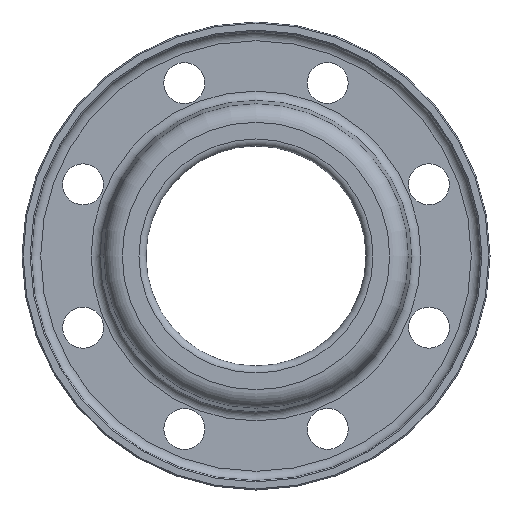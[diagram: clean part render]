
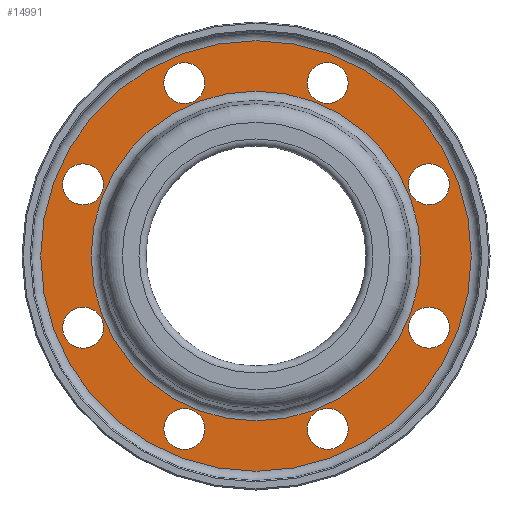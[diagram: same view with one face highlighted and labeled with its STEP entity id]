
A CAD part, left-side view. The second image highlights one B-rep face of the part: STEP entity #14991.
In plain terms, the highlighted planar face has unit normal (-1, 0, 0).
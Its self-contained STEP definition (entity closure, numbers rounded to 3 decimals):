
#466 = EDGE_LOOP ( 'NONE', ( #1736 ) ) ;
#467 = EDGE_LOOP ( 'NONE', ( #1794 ) ) ;
#472 = EDGE_LOOP ( 'NONE', ( #1758 ) ) ;
#473 = EDGE_LOOP ( 'NONE', ( #1773 ) ) ;
#474 = EDGE_LOOP ( 'NONE', ( #1804 ) ) ;
#475 = EDGE_LOOP ( 'NONE', ( #1801 ) ) ;
#570 = AXIS2_PLACEMENT_3D ( 'NONE', #2906, #2907, #2909 ) ;
#576 = AXIS2_PLACEMENT_3D ( 'NONE', #3550, #3551, #3553 ) ;
#596 = AXIS2_PLACEMENT_3D ( 'NONE', #2637, #2639, #2641 ) ;
#1425 = AXIS2_PLACEMENT_3D ( 'NONE', #3396, #3398, #3399 ) ;
#1689 = ORIENTED_EDGE ( 'NONE', *, *, #13489, .T. ) ;
#1733 = ORIENTED_EDGE ( 'NONE', *, *, #13451, .F. ) ;
#1736 = ORIENTED_EDGE ( 'NONE', *, *, #13547, .F. ) ;
#1758 = ORIENTED_EDGE ( 'NONE', *, *, #14014, .F. ) ;
#1770 = ORIENTED_EDGE ( 'NONE', *, *, #13789, .F. ) ;
#1773 = ORIENTED_EDGE ( 'NONE', *, *, #14025, .F. ) ;
#1794 = ORIENTED_EDGE ( 'NONE', *, *, #13751, .F. ) ;
#1796 = ORIENTED_EDGE ( 'NONE', *, *, #13803, .F. ) ;
#1801 = ORIENTED_EDGE ( 'NONE', *, *, #13640, .F. ) ;
#1804 = ORIENTED_EDGE ( 'NONE', *, *, #13727, .F. ) ;
#2264 = CARTESIAN_POINT ( 'NONE',  ( 18., 0., 92. ) ) ;
#2290 = CARTESIAN_POINT ( 'NONE',  ( 18., 82.66, 30.615 ) ) ;
#2297 = CARTESIAN_POINT ( 'NONE',  ( 18., 30.615, -82.66 ) ) ;
#2336 = CARTESIAN_POINT ( 'NONE',  ( 18., -36.802, -80.098 ) ) ;
#2346 = CARTESIAN_POINT ( 'NONE',  ( 18., 36.802, 80.098 ) ) ;
#2361 = CARTESIAN_POINT ( 'NONE',  ( 18., 0., 70.434 ) ) ;
#2364 = CARTESIAN_POINT ( 'NONE',  ( 18., -30.615, 82.66 ) ) ;
#2637 = CARTESIAN_POINT ( 'NONE',  ( 18., -30.615, -73.91 ) ) ;
#2639 = DIRECTION ( 'NONE',  ( -1., 0., 0. ) ) ;
#2641 = DIRECTION ( 'NONE',  ( 0., -0.707, -0.707 ) ) ;
#2906 = CARTESIAN_POINT ( 'NONE',  ( 18., 30.615, 73.91 ) ) ;
#2907 = DIRECTION ( 'NONE',  ( -1., 0., 0. ) ) ;
#2909 = DIRECTION ( 'NONE',  ( 0., 0.707, 0.707 ) ) ;
#3279 = DIRECTION ( 'NONE',  ( 0., -0.707, 0.707 ) ) ;
#3281 = DIRECTION ( 'NONE',  ( -1., 0., 0. ) ) ;
#3283 = CARTESIAN_POINT ( 'NONE',  ( 18., -73.91, 30.615 ) ) ;
#3291 = DIRECTION ( 'NONE',  ( 0., -1., 0. ) ) ;
#3293 = DIRECTION ( 'NONE',  ( -1., 0., 0. ) ) ;
#3299 = CARTESIAN_POINT ( 'NONE',  ( 18., -73.91, -30.615 ) ) ;
#3396 = CARTESIAN_POINT ( 'NONE',  ( 18., 0., 0. ) ) ;
#3398 = DIRECTION ( 'NONE',  ( -1., 0., 0. ) ) ;
#3399 = DIRECTION ( 'NONE',  ( 0., 0., 1. ) ) ;
#3550 = CARTESIAN_POINT ( 'NONE',  ( 18., -30.615, 73.91 ) ) ;
#3551 = DIRECTION ( 'NONE',  ( -1., 0., 0. ) ) ;
#3553 = DIRECTION ( 'NONE',  ( 0., 0., 1. ) ) ;
#6131 = CIRCLE ( 'NONE', #7156, 8.75 ) ;
#6424 = CIRCLE ( 'NONE', #596, 8.75 ) ;
#6517 = CIRCLE ( 'NONE', #570, 8.75 ) ;
#6617 = CIRCLE ( 'NONE', #1425, 70.434 ) ;
#6620 = AXIS2_PLACEMENT_3D ( 'NONE', #8341, #8342, #8343 ) ;
#6653 = CIRCLE ( 'NONE', #576, 8.75 ) ;
#7156 = AXIS2_PLACEMENT_3D ( 'NONE', #9629, #9630, #9631 ) ;
#7876 = VERTEX_POINT ( 'NONE', #2297 ) ;
#8166 = VERTEX_POINT ( 'NONE', #2264 ) ;
#8181 = VERTEX_POINT ( 'NONE', #2290 ) ;
#8341 = CARTESIAN_POINT ( 'NONE',  ( 18., 73.91, -30.615 ) ) ;
#8342 = DIRECTION ( 'NONE',  ( -1., 0., 0. ) ) ;
#8343 = DIRECTION ( 'NONE',  ( 0., 0.707, -0.707 ) ) ;
#8585 = CARTESIAN_POINT ( 'NONE',  ( 18., 0., 0. ) ) ;
#8586 = DIRECTION ( 'NONE',  ( -1., 0., 0. ) ) ;
#8587 = DIRECTION ( 'NONE',  ( 0., 0., 1. ) ) ;
#8938 = CARTESIAN_POINT ( 'NONE',  ( 18., 73.91, 30.615 ) ) ;
#8939 = DIRECTION ( 'NONE',  ( -1., 0., 0. ) ) ;
#8940 = DIRECTION ( 'NONE',  ( 0., 1., 0. ) ) ;
#9629 = CARTESIAN_POINT ( 'NONE',  ( 18., 30.615, -73.91 ) ) ;
#9630 = DIRECTION ( 'NONE',  ( -1., 0., 0. ) ) ;
#9631 = DIRECTION ( 'NONE',  ( 0., 0., -1. ) ) ;
#9740 = CIRCLE ( 'NONE', #12027, 8.75 ) ;
#9767 = CIRCLE ( 'NONE', #12014, 8.75 ) ;
#9916 = EDGE_LOOP ( 'NONE', ( #1796 ) ) ;
#9918 = EDGE_LOOP ( 'NONE', ( #1689 ) ) ;
#9919 = EDGE_LOOP ( 'NONE', ( #1770 ) ) ;
#9921 = EDGE_LOOP ( 'NONE', ( #1733 ) ) ;
#10294 = FACE_BOUND ( 'NONE', #9921, .T. ) ;
#10295 = FACE_BOUND ( 'NONE', #466, .T. ) ;
#10296 = FACE_BOUND ( 'NONE', #467, .T. ) ;
#10297 = FACE_BOUND ( 'NONE', #9916, .T. ) ;
#10298 = FACE_BOUND ( 'NONE', #472, .T. ) ;
#10299 = FACE_BOUND ( 'NONE', #473, .T. ) ;
#10300 = FACE_BOUND ( 'NONE', #474, .T. ) ;
#10301 = FACE_BOUND ( 'NONE', #475, .T. ) ;
#10302 = FACE_BOUND ( 'NONE', #9919, .T. ) ;
#10303 = FACE_OUTER_BOUND ( 'NONE', #9918, .T. ) ;
#10378 = VERTEX_POINT ( 'NONE', #11265 ) ;
#10384 = VERTEX_POINT ( 'NONE', #2336 ) ;
#10386 = VERTEX_POINT ( 'NONE', #2346 ) ;
#10389 = VERTEX_POINT ( 'NONE', #2361 ) ;
#10390 = VERTEX_POINT ( 'NONE', #2364 ) ;
#10401 = VERTEX_POINT ( 'NONE', #11273 ) ;
#10402 = VERTEX_POINT ( 'NONE', #11275 ) ;
#11156 = PLANE ( 'NONE',  #11851 ) ;
#11157 = CARTESIAN_POINT ( 'NONE',  ( 18., 70.434, 0. ) ) ;
#11158 = DIRECTION ( 'NONE',  ( 1., 0., 0. ) ) ;
#11159 = DIRECTION ( 'NONE',  ( 0., 0., -1. ) ) ;
#11265 = CARTESIAN_POINT ( 'NONE',  ( 18., 80.098, -36.802 ) ) ;
#11273 = CARTESIAN_POINT ( 'NONE',  ( 18., -80.098, 36.802 ) ) ;
#11275 = CARTESIAN_POINT ( 'NONE',  ( 18., -82.66, -30.615 ) ) ;
#11851 = AXIS2_PLACEMENT_3D ( 'NONE', #11157, #11158, #11159 ) ;
#12014 = AXIS2_PLACEMENT_3D ( 'NONE', #3283, #3281, #3279 ) ;
#12027 = AXIS2_PLACEMENT_3D ( 'NONE', #3299, #3293, #3291 ) ;
#13451 = EDGE_CURVE ( 'NONE', #10378, #10378, #15007, .T. ) ;
#13489 = EDGE_CURVE ( 'NONE', #8166, #8166, #15038, .T. ) ;
#13547 = EDGE_CURVE ( 'NONE', #8181, #8181, #15110, .T. ) ;
#13640 = EDGE_CURVE ( 'NONE', #7876, #7876, #6131, .T. ) ;
#13727 = EDGE_CURVE ( 'NONE', #10384, #10384, #6424, .T. ) ;
#13751 = EDGE_CURVE ( 'NONE', #10386, #10386, #6517, .T. ) ;
#13789 = EDGE_CURVE ( 'NONE', #10389, #10389, #6617, .T. ) ;
#13803 = EDGE_CURVE ( 'NONE', #10390, #10390, #6653, .T. ) ;
#14014 = EDGE_CURVE ( 'NONE', #10401, #10401, #9767, .T. ) ;
#14025 = EDGE_CURVE ( 'NONE', #10402, #10402, #9740, .T. ) ;
#14991 = ADVANCED_FACE ( 'NONE', ( #10294, #10295, #10296, #10297, #10298, #10299, #10300, #10301, #10302, #10303 ), #11156, .F. ) ;
#15007 = CIRCLE ( 'NONE', #6620, 8.75 ) ;
#15038 = CIRCLE ( 'NONE', #15309, 92. ) ;
#15110 = CIRCLE ( 'NONE', #15335, 8.75 ) ;
#15309 = AXIS2_PLACEMENT_3D ( 'NONE', #8585, #8586, #8587 ) ;
#15335 = AXIS2_PLACEMENT_3D ( 'NONE', #8938, #8939, #8940 ) ;
